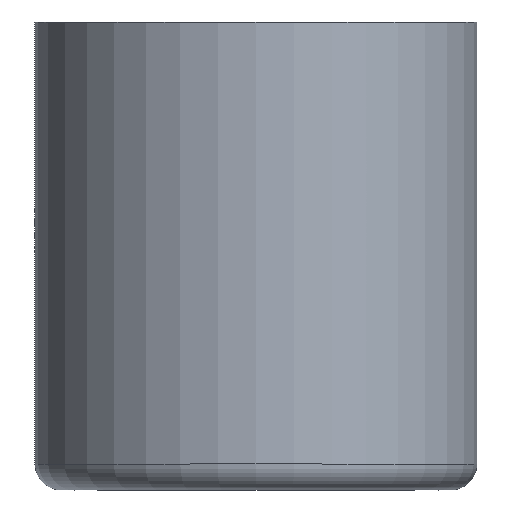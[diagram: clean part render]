
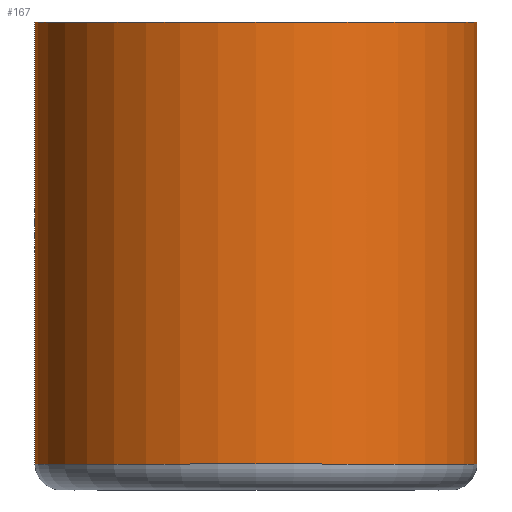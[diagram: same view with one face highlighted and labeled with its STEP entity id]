
A CAD part, front view. The second image highlights one B-rep face of the part: STEP entity #167.
In plain terms, the highlighted cylindrical face has radius 8.5 mm (diameter 17 mm), a full revolution.
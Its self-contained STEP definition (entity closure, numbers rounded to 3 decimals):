
#121 = VERTEX_POINT('',#122);
#122 = CARTESIAN_POINT('',(8.5,0.,16.5));
#129 = EDGE_CURVE('',#121,#121,#130,.T.);
#130 = CIRCLE('',#131,8.5);
#131 = AXIS2_PLACEMENT_3D('',#132,#133,#134);
#132 = CARTESIAN_POINT('',(0.,0.,16.5));
#133 = DIRECTION('',(0.,0.,-1.));
#134 = DIRECTION('',(1.,0.,0.));
#167 = ADVANCED_FACE('',(#168),#187,.T.);
#168 = FACE_BOUND('',#169,.T.);
#169 = EDGE_LOOP('',(#170,#178,#185,#186));
#170 = ORIENTED_EDGE('',*,*,#171,.F.);
#171 = EDGE_CURVE('',#172,#121,#174,.T.);
#172 = VERTEX_POINT('',#173);
#173 = CARTESIAN_POINT('',(8.5,0.,33.5));
#174 = LINE('',#175,#176);
#175 = CARTESIAN_POINT('',(8.5,0.,33.5));
#176 = VECTOR('',#177,1.);
#177 = DIRECTION('',(0.,0.,-1.));
#178 = ORIENTED_EDGE('',*,*,#179,.T.);
#179 = EDGE_CURVE('',#172,#172,#180,.T.);
#180 = CIRCLE('',#181,8.5);
#181 = AXIS2_PLACEMENT_3D('',#182,#183,#184);
#182 = CARTESIAN_POINT('',(0.,0.,33.5));
#183 = DIRECTION('',(0.,0.,-1.));
#184 = DIRECTION('',(1.,0.,0.));
#185 = ORIENTED_EDGE('',*,*,#171,.T.);
#186 = ORIENTED_EDGE('',*,*,#129,.F.);
#187 = CYLINDRICAL_SURFACE('',#188,8.5);
#188 = AXIS2_PLACEMENT_3D('',#189,#190,#191);
#189 = CARTESIAN_POINT('',(0.,0.,33.5));
#190 = DIRECTION('',(0.,0.,-1.));
#191 = DIRECTION('',(1.,0.,0.));
